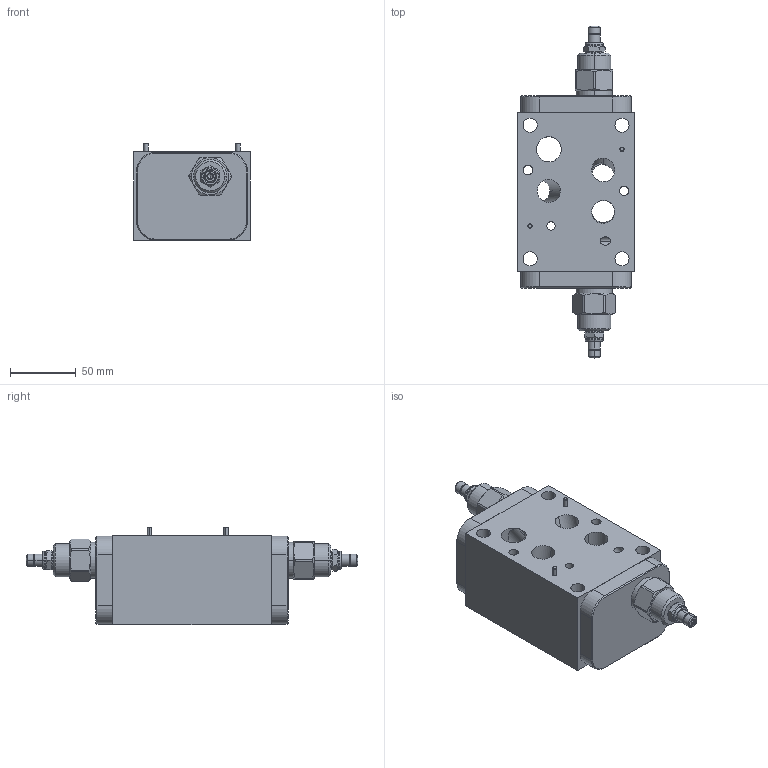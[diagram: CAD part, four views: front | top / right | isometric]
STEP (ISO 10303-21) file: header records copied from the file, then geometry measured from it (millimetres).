
FILE_DESCRIPTION((''),'2;1');
FILE_NAME('RPGCLAN-CKX-S_ASM','2021-03-17T',('ProEService'),(''),'PRO/ENGINEER BY PARAMETRIC TECHNOLOGY CORPORATION, 2014200','PRO/ENGINEER BY PARAMETRIC TECHNOLOGY CORPORATION, 2014200','');
FILE_SCHEMA(('CONFIG_CONTROL_DESIGN'));
Length unit declared in the file: inch
Products named in the file (7): 152-626; RPGCLAN; 811-001-006; 500-001-111; 500-001-118; 700-006; RPGCLAN-CKX-S_ASM
Assembly tree (8 placements, depth 2):
  RPGCLAN-CKX-S_ASM
    152-626
    RPGCLAN  x2
    811-001-006  x2
    500-001-111
    500-001-118
    700-006
Bounding box: 88.9 x 252.43 x 74.02 mm (x, y, z)
Volume: 771690.8 mm3; surface area: 117330.4 mm2
Topology: 9 solids, 11 shells, 557 faces, 1555 edges, 1171 vertices
Faces by surface type: cylinder 198, plane 164, cone 111, torus 54, revolution 16, sphere 14
Entity records: 15279 total; most frequent: CARTESIAN_POINT 5473, DIRECTION 2092, ORIENTED_EDGE 1770, EDGE_CURVE 885, AXIS2_PLACEMENT_3D 775, VERTEX_POINT 559, VECTOR 534, LINE 534
